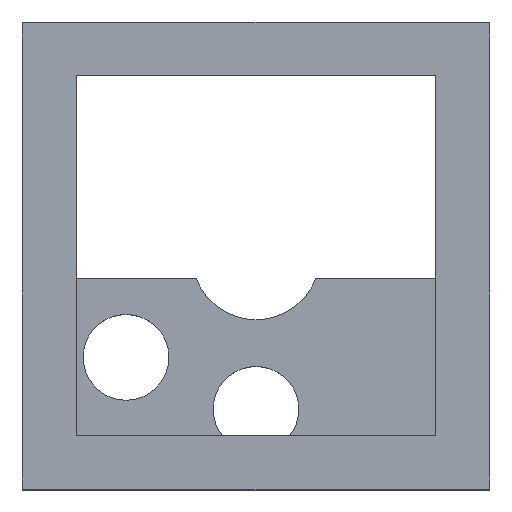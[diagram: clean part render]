
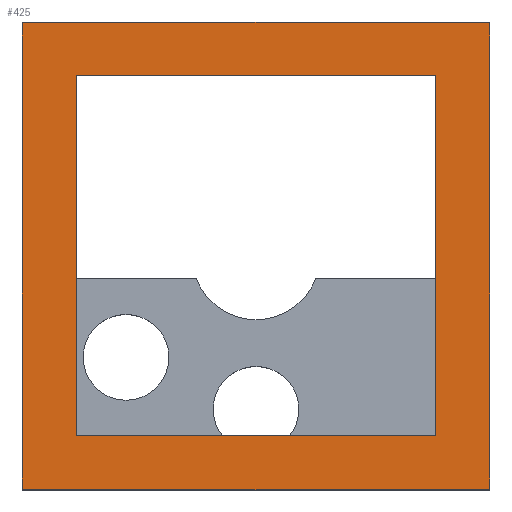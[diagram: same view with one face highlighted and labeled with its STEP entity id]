
A CAD part, top view. The second image highlights one B-rep face of the part: STEP entity #425.
In plain terms, the highlighted planar face has unit normal (0, 0, 1).
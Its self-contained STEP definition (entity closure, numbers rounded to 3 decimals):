
#333 = EDGE_CURVE('',#334,#336,#338,.T.);
#334 = VERTEX_POINT('',#335);
#335 = CARTESIAN_POINT('',(-6.925,-6.925,0.));
#336 = VERTEX_POINT('',#337);
#337 = CARTESIAN_POINT('',(6.925,-6.925,0.));
#338 = LINE('',#339,#340);
#339 = CARTESIAN_POINT('',(7.963,-6.925,0.));
#340 = VECTOR('',#341,1.);
#341 = DIRECTION('',(1.,0.,0.));
#365 = VERTEX_POINT('',#366);
#366 = CARTESIAN_POINT('',(6.925,6.925,0.));
#374 = EDGE_CURVE('',#365,#336,#375,.T.);
#375 = LINE('',#376,#377);
#376 = CARTESIAN_POINT('',(6.925,7.963,0.));
#377 = VECTOR('',#378,1.);
#378 = DIRECTION('',(0.,-1.,0.));
#388 = EDGE_CURVE('',#389,#334,#391,.T.);
#389 = VERTEX_POINT('',#390);
#390 = CARTESIAN_POINT('',(-6.925,6.925,0.));
#391 = LINE('',#392,#393);
#392 = CARTESIAN_POINT('',(-6.925,7.963,0.));
#393 = VECTOR('',#394,1.);
#394 = DIRECTION('',(0.,-1.,0.));
#415 = EDGE_CURVE('',#389,#365,#416,.T.);
#416 = LINE('',#417,#418);
#417 = CARTESIAN_POINT('',(7.963,6.925,0.));
#418 = VECTOR('',#419,1.);
#419 = DIRECTION('',(1.,0.,0.));
#425 = ADVANCED_FACE('',(#426,#432),#562,.T.);
#426 = FACE_BOUND('',#427,.T.);
#427 = EDGE_LOOP('',(#428,#429,#430,#431));
#428 = ORIENTED_EDGE('',*,*,#415,.T.);
#429 = ORIENTED_EDGE('',*,*,#374,.T.);
#430 = ORIENTED_EDGE('',*,*,#333,.F.);
#431 = ORIENTED_EDGE('',*,*,#388,.F.);
#432 = FACE_BOUND('',#433,.T.);
#433 = EDGE_LOOP('',(#434,#444,#452,#460,#468,#476,#484,#492,#500,#508,
    #516,#524,#532,#540,#548,#556));
#434 = ORIENTED_EDGE('',*,*,#435,.T.);
#435 = EDGE_CURVE('',#436,#438,#440,.T.);
#436 = VERTEX_POINT('',#437);
#437 = CARTESIAN_POINT('',(9.,-8.75,0.));
#438 = VERTEX_POINT('',#439);
#439 = CARTESIAN_POINT('',(9.,-8.25,0.));
#440 = LINE('',#441,#442);
#441 = CARTESIAN_POINT('',(9.,-8.75,0.));
#442 = VECTOR('',#443,1.);
#443 = DIRECTION('',(0.,1.,0.));
#444 = ORIENTED_EDGE('',*,*,#445,.F.);
#445 = EDGE_CURVE('',#446,#438,#448,.T.);
#446 = VERTEX_POINT('',#447);
#447 = CARTESIAN_POINT('',(9.,8.25,0.));
#448 = LINE('',#449,#450);
#449 = CARTESIAN_POINT('',(9.,9.,0.));
#450 = VECTOR('',#451,1.);
#451 = DIRECTION('',(0.,-1.,0.));
#452 = ORIENTED_EDGE('',*,*,#453,.F.);
#453 = EDGE_CURVE('',#454,#446,#456,.T.);
#454 = VERTEX_POINT('',#455);
#455 = CARTESIAN_POINT('',(9.,8.75,0.));
#456 = LINE('',#457,#458);
#457 = CARTESIAN_POINT('',(9.,8.75,0.));
#458 = VECTOR('',#459,1.);
#459 = DIRECTION('',(0.,-1.,0.));
#460 = ORIENTED_EDGE('',*,*,#461,.F.);
#461 = EDGE_CURVE('',#462,#454,#464,.T.);
#462 = VERTEX_POINT('',#463);
#463 = CARTESIAN_POINT('',(9.,9.,0.));
#464 = LINE('',#465,#466);
#465 = CARTESIAN_POINT('',(9.,9.,0.));
#466 = VECTOR('',#467,1.);
#467 = DIRECTION('',(0.,-1.,0.));
#468 = ORIENTED_EDGE('',*,*,#469,.T.);
#469 = EDGE_CURVE('',#462,#470,#472,.T.);
#470 = VERTEX_POINT('',#471);
#471 = CARTESIAN_POINT('',(8.75,9.,0.));
#472 = LINE('',#473,#474);
#473 = CARTESIAN_POINT('',(9.,9.,0.));
#474 = VECTOR('',#475,1.);
#475 = DIRECTION('',(-1.,0.,0.));
#476 = ORIENTED_EDGE('',*,*,#477,.T.);
#477 = EDGE_CURVE('',#470,#478,#480,.T.);
#478 = VERTEX_POINT('',#479);
#479 = CARTESIAN_POINT('',(-8.75,9.,0.));
#480 = LINE('',#481,#482);
#481 = CARTESIAN_POINT('',(9.,9.,0.));
#482 = VECTOR('',#483,1.);
#483 = DIRECTION('',(-1.,0.,0.));
#484 = ORIENTED_EDGE('',*,*,#485,.F.);
#485 = EDGE_CURVE('',#486,#478,#488,.T.);
#486 = VERTEX_POINT('',#487);
#487 = CARTESIAN_POINT('',(-9.,9.,0.));
#488 = LINE('',#489,#490);
#489 = CARTESIAN_POINT('',(-9.,9.,0.));
#490 = VECTOR('',#491,1.);
#491 = DIRECTION('',(1.,0.,0.));
#492 = ORIENTED_EDGE('',*,*,#493,.T.);
#493 = EDGE_CURVE('',#486,#494,#496,.T.);
#494 = VERTEX_POINT('',#495);
#495 = CARTESIAN_POINT('',(-9.,8.75,0.));
#496 = LINE('',#497,#498);
#497 = CARTESIAN_POINT('',(-9.,9.,0.));
#498 = VECTOR('',#499,1.);
#499 = DIRECTION('',(0.,-1.,0.));
#500 = ORIENTED_EDGE('',*,*,#501,.T.);
#501 = EDGE_CURVE('',#494,#502,#504,.T.);
#502 = VERTEX_POINT('',#503);
#503 = CARTESIAN_POINT('',(-9.,8.25,0.));
#504 = LINE('',#505,#506);
#505 = CARTESIAN_POINT('',(-9.,8.75,0.));
#506 = VECTOR('',#507,1.);
#507 = DIRECTION('',(0.,-1.,0.));
#508 = ORIENTED_EDGE('',*,*,#509,.T.);
#509 = EDGE_CURVE('',#502,#510,#512,.T.);
#510 = VERTEX_POINT('',#511);
#511 = CARTESIAN_POINT('',(-9.,-8.25,0.));
#512 = LINE('',#513,#514);
#513 = CARTESIAN_POINT('',(-9.,9.,0.));
#514 = VECTOR('',#515,1.);
#515 = DIRECTION('',(0.,-1.,0.));
#516 = ORIENTED_EDGE('',*,*,#517,.F.);
#517 = EDGE_CURVE('',#518,#510,#520,.T.);
#518 = VERTEX_POINT('',#519);
#519 = CARTESIAN_POINT('',(-9.,-8.75,0.));
#520 = LINE('',#521,#522);
#521 = CARTESIAN_POINT('',(-9.,-8.75,0.));
#522 = VECTOR('',#523,1.);
#523 = DIRECTION('',(0.,1.,0.));
#524 = ORIENTED_EDGE('',*,*,#525,.F.);
#525 = EDGE_CURVE('',#526,#518,#528,.T.);
#526 = VERTEX_POINT('',#527);
#527 = CARTESIAN_POINT('',(-9.,-9.,0.));
#528 = LINE('',#529,#530);
#529 = CARTESIAN_POINT('',(-9.,-9.,0.));
#530 = VECTOR('',#531,1.);
#531 = DIRECTION('',(0.,1.,0.));
#532 = ORIENTED_EDGE('',*,*,#533,.T.);
#533 = EDGE_CURVE('',#526,#534,#536,.T.);
#534 = VERTEX_POINT('',#535);
#535 = CARTESIAN_POINT('',(-8.75,-9.,0.));
#536 = LINE('',#537,#538);
#537 = CARTESIAN_POINT('',(-9.,-9.,0.));
#538 = VECTOR('',#539,1.);
#539 = DIRECTION('',(1.,0.,0.));
#540 = ORIENTED_EDGE('',*,*,#541,.F.);
#541 = EDGE_CURVE('',#542,#534,#544,.T.);
#542 = VERTEX_POINT('',#543);
#543 = CARTESIAN_POINT('',(8.75,-9.,0.));
#544 = LINE('',#545,#546);
#545 = CARTESIAN_POINT('',(9.,-9.,0.));
#546 = VECTOR('',#547,1.);
#547 = DIRECTION('',(-1.,0.,0.));
#548 = ORIENTED_EDGE('',*,*,#549,.F.);
#549 = EDGE_CURVE('',#550,#542,#552,.T.);
#550 = VERTEX_POINT('',#551);
#551 = CARTESIAN_POINT('',(9.,-9.,0.));
#552 = LINE('',#553,#554);
#553 = CARTESIAN_POINT('',(9.,-9.,0.));
#554 = VECTOR('',#555,1.);
#555 = DIRECTION('',(-1.,0.,0.));
#556 = ORIENTED_EDGE('',*,*,#557,.T.);
#557 = EDGE_CURVE('',#550,#436,#558,.T.);
#558 = LINE('',#559,#560);
#559 = CARTESIAN_POINT('',(9.,-9.,0.));
#560 = VECTOR('',#561,1.);
#561 = DIRECTION('',(0.,1.,0.));
#562 = PLANE('',#563);
#563 = AXIS2_PLACEMENT_3D('',#564,#565,#566);
#564 = CARTESIAN_POINT('',(9.,9.,0.));
#565 = DIRECTION('',(0.,0.,1.));
#566 = DIRECTION('',(-1.,0.,0.));
